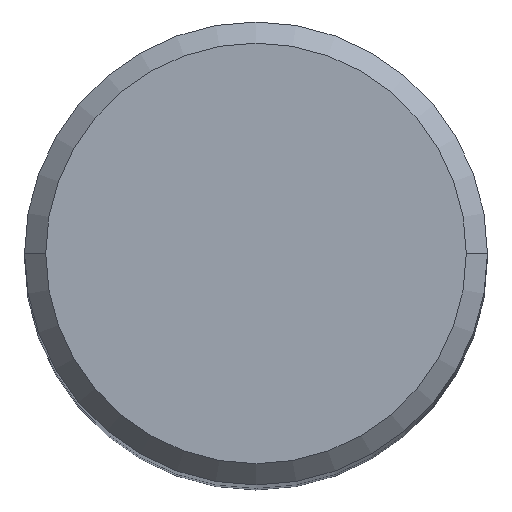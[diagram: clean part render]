
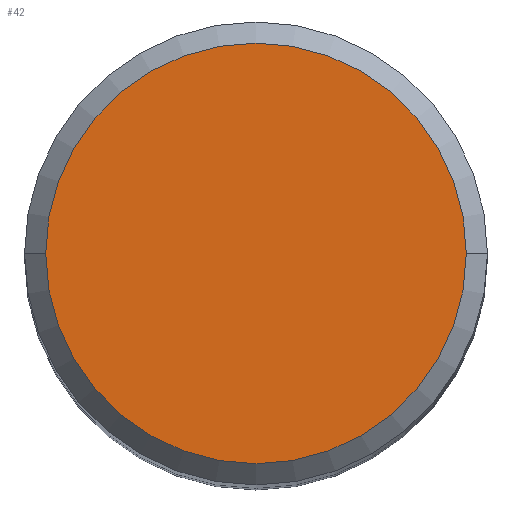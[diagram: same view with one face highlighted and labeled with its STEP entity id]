
A CAD part, top view. The second image highlights one B-rep face of the part: STEP entity #42.
In plain terms, the highlighted planar face has unit normal (0, 0, 1).
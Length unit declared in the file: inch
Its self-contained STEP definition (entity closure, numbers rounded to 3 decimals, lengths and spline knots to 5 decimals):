
#1 = EDGE_CURVE ( 'NONE', #198, #201, #238, .T. ) ;
#42 = ADVANCED_FACE ( 'NONE', ( #366 ), #208, .F. ) ;
#49 = CARTESIAN_POINT ( 'NONE',  ( -0.19875, 0., 0. ) ) ;
#84 = CARTESIAN_POINT ( 'NONE',  ( 0., 0., 0. ) ) ;
#100 = AXIS2_PLACEMENT_3D ( 'NONE', #140, #320, #113 ) ;
#103 = EDGE_LOOP ( 'NONE', ( #245, #282 ) ) ;
#113 = DIRECTION ( 'NONE',  ( 1., 0., 0. ) ) ;
#119 = AXIS2_PLACEMENT_3D ( 'NONE', #84, #147, #277 ) ;
#130 = DIRECTION ( 'NONE',  ( 0., 0., -1. ) ) ;
#140 = CARTESIAN_POINT ( 'NONE',  ( 0., 0., 0. ) ) ;
#147 = DIRECTION ( 'NONE',  ( 0., 0., 1. ) ) ;
#198 = VERTEX_POINT ( 'NONE', #255 ) ;
#201 = VERTEX_POINT ( 'NONE', #49 ) ;
#208 = PLANE ( 'NONE',  #363 ) ;
#236 = CARTESIAN_POINT ( 'NONE',  ( 0., 0.19875, 0. ) ) ;
#238 = CIRCLE ( 'NONE', #119, 0.19875 ) ;
#245 = ORIENTED_EDGE ( 'NONE', *, *, #341, .T. ) ;
#255 = CARTESIAN_POINT ( 'NONE',  ( 0.19875, 0., 0. ) ) ;
#262 = DIRECTION ( 'NONE',  ( -1., 0., 0. ) ) ;
#270 = CIRCLE ( 'NONE', #100, 0.19875 ) ;
#277 = DIRECTION ( 'NONE',  ( 1., 0., 0. ) ) ;
#282 = ORIENTED_EDGE ( 'NONE', *, *, #1, .T. ) ;
#320 = DIRECTION ( 'NONE',  ( 0., 0., 1. ) ) ;
#341 = EDGE_CURVE ( 'NONE', #201, #198, #270, .T. ) ;
#363 = AXIS2_PLACEMENT_3D ( 'NONE', #236, #130, #262 ) ;
#366 = FACE_OUTER_BOUND ( 'NONE', #103, .T. ) ;
